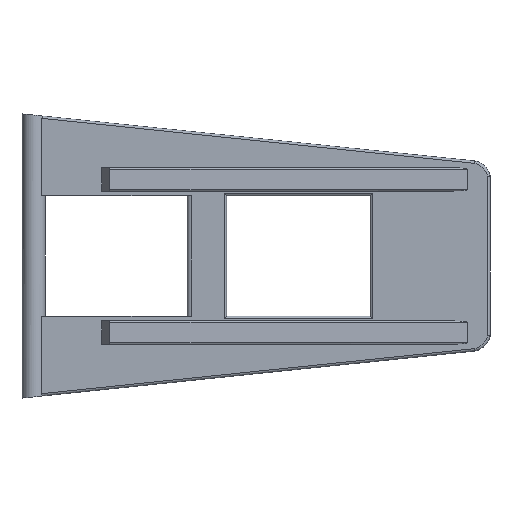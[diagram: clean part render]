
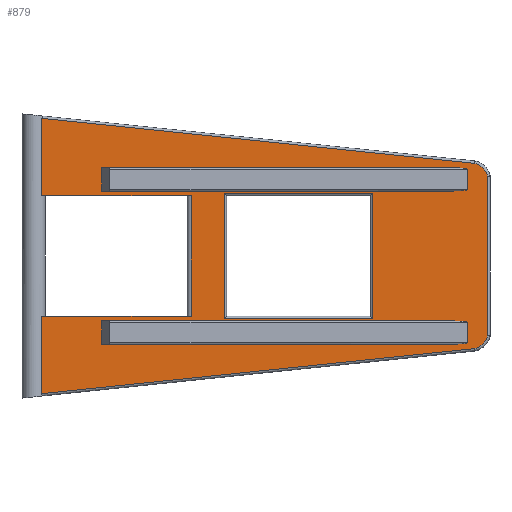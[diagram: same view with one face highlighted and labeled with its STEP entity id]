
A CAD part, top view. The second image highlights one B-rep face of the part: STEP entity #879.
In plain terms, the highlighted planar face has unit normal (0, 0, 1).
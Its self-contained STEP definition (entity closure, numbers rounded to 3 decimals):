
#38=ELLIPSE('',#938,2.295,0.2);
#40=ELLIPSE('',#942,2.295,0.2);
#42=ELLIPSE('',#946,2.295,0.2);
#44=ELLIPSE('',#951,2.295,0.2);
#60=FACE_BOUND('',#157,.T.);
#61=FACE_BOUND('',#158,.T.);
#62=FACE_BOUND('',#159,.T.);
#71=PLANE('',#962);
#105=FACE_OUTER_BOUND('',#156,.T.);
#156=EDGE_LOOP('',(#661,#662,#663,#664,#665,#666,#667,#668,#669,#670));
#157=EDGE_LOOP('',(#671,#672,#673,#674,#675,#676));
#158=EDGE_LOOP('',(#677,#678,#679,#680,#681,#682));
#159=EDGE_LOOP('',(#683,#684,#685,#686));
#192=LINE('',#1287,#269);
#212=LINE('',#1341,#289);
#217=LINE('',#1354,#294);
#222=LINE('',#1369,#299);
#224=LINE('',#1374,#301);
#227=LINE('',#1385,#304);
#229=LINE('',#1393,#306);
#231=LINE('',#1399,#308);
#234=LINE('',#1405,#311);
#240=LINE('',#1418,#317);
#241=LINE('',#1420,#318);
#242=LINE('',#1422,#319);
#243=LINE('',#1426,#320);
#244=LINE('',#1430,#321);
#245=LINE('',#1432,#322);
#246=LINE('',#1433,#323);
#247=LINE('',#1435,#324);
#248=LINE('',#1436,#325);
#249=LINE('',#1437,#326);
#250=LINE('',#1438,#327);
#269=VECTOR('',#1027,10.);
#289=VECTOR('',#1069,10.);
#294=VECTOR('',#1082,10.);
#299=VECTOR('',#1095,10.);
#301=VECTOR('',#1099,10.);
#304=VECTOR('',#1110,10.);
#306=VECTOR('',#1118,10.);
#308=VECTOR('',#1124,10.);
#311=VECTOR('',#1131,10.);
#317=VECTOR('',#1143,10.);
#318=VECTOR('',#1144,10.);
#319=VECTOR('',#1145,10.);
#320=VECTOR('',#1148,10.);
#321=VECTOR('',#1151,10.);
#322=VECTOR('',#1152,10.);
#323=VECTOR('',#1153,10.);
#324=VECTOR('',#1154,10.);
#325=VECTOR('',#1155,10.);
#326=VECTOR('',#1156,10.);
#327=VECTOR('',#1157,10.);
#351=CIRCLE('',#963,2.213);
#352=CIRCLE('',#964,2.213);
#362=VERTEX_POINT('',#1280);
#365=VERTEX_POINT('',#1285);
#386=VERTEX_POINT('',#1334);
#387=VERTEX_POINT('',#1336);
#388=VERTEX_POINT('',#1340);
#391=VERTEX_POINT('',#1347);
#392=VERTEX_POINT('',#1349);
#395=VERTEX_POINT('',#1359);
#396=VERTEX_POINT('',#1361);
#398=VERTEX_POINT('',#1367);
#399=VERTEX_POINT('',#1371);
#400=VERTEX_POINT('',#1373);
#402=VERTEX_POINT('',#1379);
#403=VERTEX_POINT('',#1383);
#404=VERTEX_POINT('',#1384);
#407=VERTEX_POINT('',#1392);
#409=VERTEX_POINT('',#1398);
#414=VERTEX_POINT('',#1417);
#415=VERTEX_POINT('',#1419);
#416=VERTEX_POINT('',#1421);
#417=VERTEX_POINT('',#1423);
#418=VERTEX_POINT('',#1425);
#419=VERTEX_POINT('',#1427);
#420=VERTEX_POINT('',#1429);
#421=VERTEX_POINT('',#1431);
#422=VERTEX_POINT('',#1434);
#448=EDGE_CURVE('',#365,#362,#192,.T.);
#472=EDGE_CURVE('',#386,#387,#38,.F.);
#474=EDGE_CURVE('',#388,#387,#212,.T.);
#478=EDGE_CURVE('',#391,#392,#40,.F.);
#481=EDGE_CURVE('',#386,#392,#217,.T.);
#484=EDGE_CURVE('',#395,#396,#42,.F.);
#488=EDGE_CURVE('',#395,#398,#222,.T.);
#490=EDGE_CURVE('',#400,#399,#224,.T.);
#494=EDGE_CURVE('',#402,#398,#44,.F.);
#495=EDGE_CURVE('',#403,#404,#227,.T.);
#499=EDGE_CURVE('',#404,#407,#229,.T.);
#502=EDGE_CURVE('',#407,#409,#231,.T.);
#506=EDGE_CURVE('',#409,#403,#234,.T.);
#512=EDGE_CURVE('',#365,#414,#240,.T.);
#513=EDGE_CURVE('',#414,#415,#241,.T.);
#514=EDGE_CURVE('',#416,#415,#242,.T.);
#515=EDGE_CURVE('',#417,#416,#351,.T.);
#516=EDGE_CURVE('',#418,#417,#243,.T.);
#517=EDGE_CURVE('',#419,#418,#352,.T.);
#518=EDGE_CURVE('',#420,#419,#244,.T.);
#519=EDGE_CURVE('',#420,#421,#245,.T.);
#520=EDGE_CURVE('',#421,#362,#246,.T.);
#521=EDGE_CURVE('',#391,#422,#247,.T.);
#522=EDGE_CURVE('',#422,#388,#248,.T.);
#523=EDGE_CURVE('',#402,#400,#249,.T.);
#524=EDGE_CURVE('',#399,#396,#250,.T.);
#661=ORIENTED_EDGE('',*,*,#512,.T.);
#662=ORIENTED_EDGE('',*,*,#513,.T.);
#663=ORIENTED_EDGE('',*,*,#514,.F.);
#664=ORIENTED_EDGE('',*,*,#515,.F.);
#665=ORIENTED_EDGE('',*,*,#516,.F.);
#666=ORIENTED_EDGE('',*,*,#517,.F.);
#667=ORIENTED_EDGE('',*,*,#518,.F.);
#668=ORIENTED_EDGE('',*,*,#519,.T.);
#669=ORIENTED_EDGE('',*,*,#520,.T.);
#670=ORIENTED_EDGE('',*,*,#448,.F.);
#671=ORIENTED_EDGE('',*,*,#521,.T.);
#672=ORIENTED_EDGE('',*,*,#522,.T.);
#673=ORIENTED_EDGE('',*,*,#474,.T.);
#674=ORIENTED_EDGE('',*,*,#472,.F.);
#675=ORIENTED_EDGE('',*,*,#481,.T.);
#676=ORIENTED_EDGE('',*,*,#478,.F.);
#677=ORIENTED_EDGE('',*,*,#523,.T.);
#678=ORIENTED_EDGE('',*,*,#490,.T.);
#679=ORIENTED_EDGE('',*,*,#524,.T.);
#680=ORIENTED_EDGE('',*,*,#484,.F.);
#681=ORIENTED_EDGE('',*,*,#488,.T.);
#682=ORIENTED_EDGE('',*,*,#494,.F.);
#683=ORIENTED_EDGE('',*,*,#495,.F.);
#684=ORIENTED_EDGE('',*,*,#506,.F.);
#685=ORIENTED_EDGE('',*,*,#502,.F.);
#686=ORIENTED_EDGE('',*,*,#499,.F.);
#879=ADVANCED_FACE('',(#105,#60,#61,#62),#71,.T.);
#938=AXIS2_PLACEMENT_3D('',#1337,#1064,#1065);
#942=AXIS2_PLACEMENT_3D('',#1350,#1076,#1077);
#946=AXIS2_PLACEMENT_3D('',#1362,#1088,#1089);
#951=AXIS2_PLACEMENT_3D('',#1381,#1106,#1107);
#962=AXIS2_PLACEMENT_3D('',#1416,#1141,#1142);
#963=AXIS2_PLACEMENT_3D('',#1424,#1146,#1147);
#964=AXIS2_PLACEMENT_3D('',#1428,#1149,#1150);
#1027=DIRECTION('',(0.,1.,0.));
#1064=DIRECTION('center_axis',(0.,0.,-1.));
#1065=DIRECTION('ref_axis',(1.,0.,0.));
#1069=DIRECTION('',(1.,0.,0.));
#1076=DIRECTION('center_axis',(0.,0.,-1.));
#1077=DIRECTION('ref_axis',(1.,0.,0.));
#1082=DIRECTION('',(0.,-1.,0.));
#1088=DIRECTION('center_axis',(0.,0.,-1.));
#1089=DIRECTION('ref_axis',(1.,0.,0.));
#1095=DIRECTION('',(0.,-1.,0.));
#1099=DIRECTION('',(0.,1.,0.));
#1106=DIRECTION('center_axis',(0.,0.,-1.));
#1107=DIRECTION('ref_axis',(1.,0.,0.));
#1110=DIRECTION('',(0.,-1.,0.));
#1118=DIRECTION('',(1.,0.,0.));
#1124=DIRECTION('',(0.,1.,0.));
#1131=DIRECTION('',(-1.,0.,0.));
#1141=DIRECTION('center_axis',(0.,0.,1.));
#1142=DIRECTION('ref_axis',(1.,0.,0.));
#1143=DIRECTION('',(-1.,0.,0.));
#1144=DIRECTION('',(0.,-1.,0.));
#1145=DIRECTION('',(-0.995,-0.103,0.));
#1146=DIRECTION('center_axis',(0.,0.,-1.));
#1147=DIRECTION('ref_axis',(0.767,-0.642,0.));
#1148=DIRECTION('',(0.,-1.,0.));
#1149=DIRECTION('center_axis',(0.,0.,-1.));
#1150=DIRECTION('ref_axis',(0.767,0.642,0.));
#1151=DIRECTION('',(0.995,-0.103,0.));
#1152=DIRECTION('',(0.,-1.,0.));
#1153=DIRECTION('',(1.,0.,0.));
#1154=DIRECTION('',(-1.,0.,0.));
#1155=DIRECTION('',(0.,1.,0.));
#1156=DIRECTION('',(-1.,0.,0.));
#1157=DIRECTION('',(1.,0.,0.));
#1280=CARTESIAN_POINT('',(40.7,25.899,2.6));
#1285=CARTESIAN_POINT('',(40.7,10.483,2.6));
#1287=CARTESIAN_POINT('',(40.7,17.145,2.6));
#1334=CARTESIAN_POINT('',(76.02,29.291,2.6));
#1336=CARTESIAN_POINT('',(73.725,29.491,2.6));
#1337=CARTESIAN_POINT('Origin',(73.725,29.291,2.6));
#1340=CARTESIAN_POINT('',(29.228,29.491,2.6));
#1341=CARTESIAN_POINT('',(65.325,29.491,2.6));
#1347=CARTESIAN_POINT('',(73.725,26.491,2.6));
#1349=CARTESIAN_POINT('',(76.02,26.691,2.6));
#1350=CARTESIAN_POINT('Origin',(73.725,26.691,2.6));
#1354=CARTESIAN_POINT('',(76.02,18.191,2.6));
#1359=CARTESIAN_POINT('',(76.02,9.691,2.6));
#1361=CARTESIAN_POINT('',(73.725,9.891,2.6));
#1362=CARTESIAN_POINT('Origin',(73.725,9.691,2.6));
#1367=CARTESIAN_POINT('',(76.02,7.091,2.6));
#1369=CARTESIAN_POINT('',(76.02,18.191,2.6));
#1371=CARTESIAN_POINT('',(29.228,9.891,2.6));
#1373=CARTESIAN_POINT('',(29.228,6.891,2.6));
#1374=CARTESIAN_POINT('',(29.228,9.141,2.6));
#1379=CARTESIAN_POINT('',(73.725,6.891,2.6));
#1381=CARTESIAN_POINT('Origin',(73.725,7.091,2.6));
#1383=CARTESIAN_POINT('',(44.927,26.199,2.6));
#1384=CARTESIAN_POINT('',(44.927,10.183,2.6));
#1385=CARTESIAN_POINT('',(44.927,9.437,2.6));
#1392=CARTESIAN_POINT('',(63.931,10.183,2.6));
#1393=CARTESIAN_POINT('',(58.64,10.183,2.6));
#1398=CARTESIAN_POINT('',(63.931,26.199,2.6));
#1399=CARTESIAN_POINT('',(63.931,17.145,2.6));
#1405=CARTESIAN_POINT('',(49.439,26.199,2.6));
#1416=CARTESIAN_POINT('Origin',(53.65,8.391,2.6));
#1417=CARTESIAN_POINT('',(21.563,10.483,2.6));
#1418=CARTESIAN_POINT('',(20.5,10.483,2.6));
#1419=CARTESIAN_POINT('',(21.563,0.568,2.6));
#1420=CARTESIAN_POINT('',(21.563,10.483,2.6));
#1421=CARTESIAN_POINT('',(76.989,6.334,2.6));
#1422=CARTESIAN_POINT('',(37.29,2.204,2.6));
#1423=CARTESIAN_POINT('',(78.642,7.979,2.6));
#1424=CARTESIAN_POINT('Origin',(76.489,8.49,2.6));
#1425=CARTESIAN_POINT('',(78.642,28.404,2.6));
#1426=CARTESIAN_POINT('',(78.642,8.387,2.6));
#1427=CARTESIAN_POINT('',(76.989,30.048,2.6));
#1428=CARTESIAN_POINT('Origin',(76.489,27.892,2.6));
#1429=CARTESIAN_POINT('',(21.563,35.814,2.6));
#1430=CARTESIAN_POINT('',(66.568,31.133,2.6));
#1431=CARTESIAN_POINT('',(21.563,25.899,2.6));
#1432=CARTESIAN_POINT('',(21.563,10.483,2.6));
#1433=CARTESIAN_POINT('',(20.5,25.899,2.6));
#1434=CARTESIAN_POINT('',(29.228,26.491,2.6));
#1435=CARTESIAN_POINT('',(41.975,26.491,2.6));
#1436=CARTESIAN_POINT('',(29.228,18.941,2.6));
#1437=CARTESIAN_POINT('',(41.975,6.891,2.6));
#1438=CARTESIAN_POINT('',(65.325,9.891,2.6));
